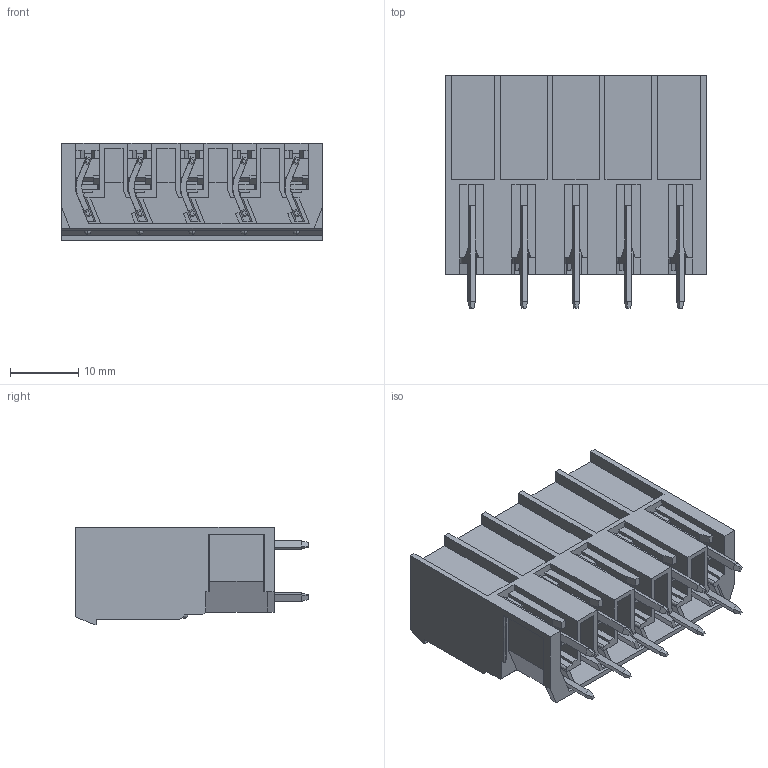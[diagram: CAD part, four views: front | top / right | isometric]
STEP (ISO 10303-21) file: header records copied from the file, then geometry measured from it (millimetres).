
FILE_DESCRIPTION( ('This file contains a STEP AP42 implementation' ,'as created by ZW3D STEP Interface translator.') ,'2;1' );
FILE_NAME( 'WJ3EDGVC-7.62-05P.stp' ,'24 219.142655', (''), ('ZWCAD Software Co.'), 'Version 1.0', 'ZW3D to STEP translator', '' );
FILE_SCHEMA(('AUTOMOTIVE_DESIGN'));
Length unit declared in the file: millimetre
Products named in the file (2): 0; WJ3EDGVC-7.62-05P
Bounding box: 38.1 x 34 x 14.25 mm (x, y, z)
Volume: 5188 mm3; surface area: 11657.2 mm2
Topology: 1 solids, 1 shells, 729 faces, 2047 edges, 1340 vertices
Faces by surface type: bspline 729
Entity records: 22948 total; most frequent: CARTESIAN_POINT 9925, ORIENTED_EDGE 4094, EDGE_CURVE 2047, B_SPLINE_CURVE_WITH_KNOTS 1889, VERTEX_POINT 1340, EDGE_LOOP 749, FACE_OUTER_BOUND 729, ADVANCED_FACE 729
